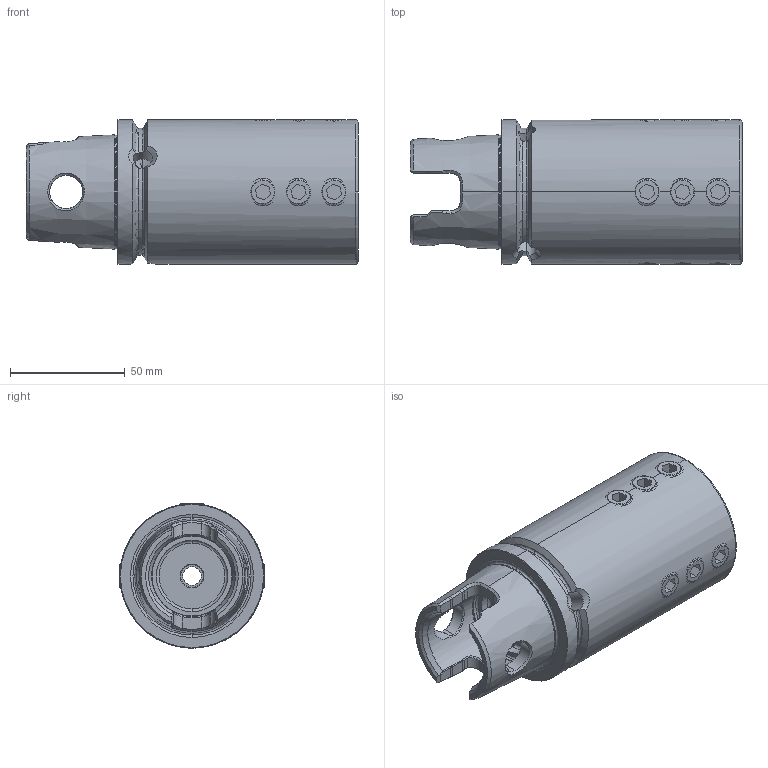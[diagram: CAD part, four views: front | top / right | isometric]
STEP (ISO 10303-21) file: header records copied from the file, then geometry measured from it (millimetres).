
FILE_DESCRIPTION (( 'STEP AP203' ), '1' );
FILE_NAME ('KY6.B40.K01.105.STEP', '2018-02-14T10:44:33', ( 'SWIAdmin' ), ( 'Hewlett-Packard Company' ), 'SwSTEP 2.0', 'SolidWorks 2017', '' );
FILE_SCHEMA (( 'CONFIG_CONTROL_DESIGN' ));
Length unit declared in the file: millimetre
Products named in the file (3): KY6-B40.K01.105_A; ISO 4026 - M12 x 12_PreviewCfg; KY6.B40.K01.105
Assembly tree (10 placements, depth 2):
  KY6.B40.K01.105
    KY6-B40.K01.105_A
    ISO 4026 - M12 x 12_PreviewCfg  x9
Bounding box: 144.95 x 62.95 x 62.95 mm (x, y, z)
Volume: 264747.8 mm3; surface area: 55185 mm2
Topology: 10 solids, 10 shells, 365 faces, 914 edges, 568 vertices
Faces by surface type: plane 126, cylinder 86, cone 77, bspline 50, torus 26
Entity records: 12069 total; most frequent: CARTESIAN_POINT 6070, ORIENTED_EDGE 1304, DIRECTION 902, EDGE_CURVE 652, VERTEX_POINT 408, AXIS2_PLACEMENT_3D 364, B_SPLINE_CURVE_WITH_KNOTS 322, EDGE_LOOP 266
